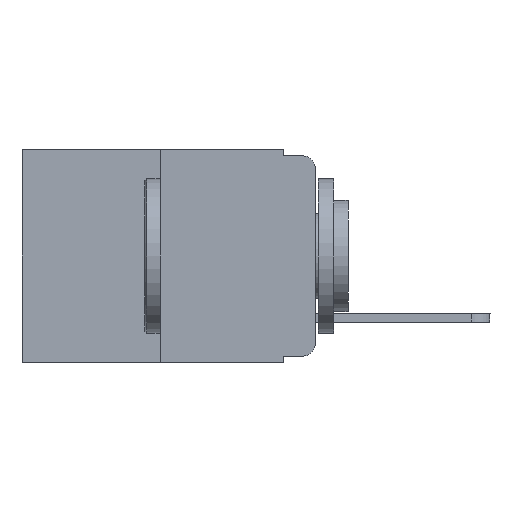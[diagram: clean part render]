
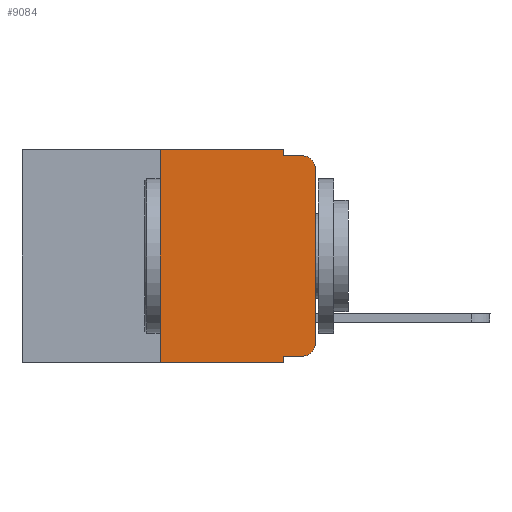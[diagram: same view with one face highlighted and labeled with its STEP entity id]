
A CAD part, left-side view. The second image highlights one B-rep face of the part: STEP entity #9084.
In plain terms, the highlighted planar face has unit normal (-1, 0, 0).
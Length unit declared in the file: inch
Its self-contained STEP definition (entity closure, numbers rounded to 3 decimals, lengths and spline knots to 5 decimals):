
#51 = LINE ( 'NONE', #2240, #5194 ) ;
#240 = VERTEX_POINT ( 'NONE', #15397 ) ;
#656 = DIRECTION ( 'NONE',  ( 1., 0., 0. ) ) ;
#744 = ORIENTED_EDGE ( 'NONE', *, *, #12819, .T. ) ;
#775 = LINE ( 'NONE', #7070, #3555 ) ;
#825 = CARTESIAN_POINT ( 'NONE',  ( 0., 0.051, -0.343 ) ) ;
#872 = VECTOR ( 'NONE', #8946, 39.37008 ) ;
#905 = AXIS2_PLACEMENT_3D ( 'NONE', #9049, #5124, #5292 ) ;
#1332 = ORIENTED_EDGE ( 'NONE', *, *, #7837, .F. ) ;
#1558 = VERTEX_POINT ( 'NONE', #9788 ) ;
#1616 = CARTESIAN_POINT ( 'NONE',  ( 0., 0.051, -0.01 ) ) ;
#2077 = DIRECTION ( 'NONE',  ( 0., 0., -1. ) ) ;
#2240 = CARTESIAN_POINT ( 'NONE',  ( 0., 0.051, 0. ) ) ;
#2308 = CARTESIAN_POINT ( 'NONE',  ( 0., 0.051, -0.333 ) ) ;
#2337 = LINE ( 'NONE', #9926, #10221 ) ;
#2539 = ORIENTED_EDGE ( 'NONE', *, *, #5636, .T. ) ;
#3425 = EDGE_CURVE ( 'NONE', #6721, #12923, #11432, .T. ) ;
#3490 = DIRECTION ( 'NONE',  ( -1., 0., 0. ) ) ;
#3555 = VECTOR ( 'NONE', #5557, 39.37008 ) ;
#3859 = CARTESIAN_POINT ( 'NONE',  ( 0., 0.25, 0. ) ) ;
#4642 = CARTESIAN_POINT ( 'NONE',  ( 0., 0.051, -0.01 ) ) ;
#4656 = ORIENTED_EDGE ( 'NONE', *, *, #5845, .F. ) ;
#4667 = CARTESIAN_POINT ( 'NONE',  ( 0., 0.473, 0. ) ) ;
#4785 = ORIENTED_EDGE ( 'NONE', *, *, #8154, .F. ) ;
#4900 = LINE ( 'NONE', #2308, #8621 ) ;
#5021 = CARTESIAN_POINT ( 'NONE',  ( 0., 0.02, -0.01 ) ) ;
#5124 = DIRECTION ( 'NONE',  ( -1., 0., 0. ) ) ;
#5194 = VECTOR ( 'NONE', #11162, 39.37008 ) ;
#5292 = DIRECTION ( 'NONE',  ( 0., 0., -1. ) ) ;
#5557 = DIRECTION ( 'NONE',  ( 0., 0., -1. ) ) ;
#5635 = VERTEX_POINT ( 'NONE', #6072 ) ;
#5636 = EDGE_CURVE ( 'NONE', #1558, #9016, #4900, .T. ) ;
#5845 = EDGE_CURVE ( 'NONE', #6474, #16085, #775, .T. ) ;
#5910 = LINE ( 'NONE', #4667, #8645 ) ;
#5973 = AXIS2_PLACEMENT_3D ( 'NONE', #13272, #3490, #2077 ) ;
#6072 = CARTESIAN_POINT ( 'NONE',  ( 0., 0., -0.313 ) ) ;
#6178 = EDGE_CURVE ( 'NONE', #9016, #5635, #13979, .T. ) ;
#6474 = VERTEX_POINT ( 'NONE', #13100 ) ;
#6721 = VERTEX_POINT ( 'NONE', #10373 ) ;
#7055 = CIRCLE ( 'NONE', #5973, 0.02 ) ;
#7070 = CARTESIAN_POINT ( 'NONE',  ( 0., 0.051, 0. ) ) ;
#7297 = LINE ( 'NONE', #7620, #14236 ) ;
#7620 = CARTESIAN_POINT ( 'NONE',  ( 0., 0.473, -0.343 ) ) ;
#7784 = CARTESIAN_POINT ( 'NONE',  ( 0., 0.25, 0. ) ) ;
#7837 = EDGE_CURVE ( 'NONE', #12923, #6474, #5910, .T. ) ;
#8154 = EDGE_CURVE ( 'NONE', #16085, #15430, #9544, .T. ) ;
#8188 = AXIS2_PLACEMENT_3D ( 'NONE', #13671, #656, #8495 ) ;
#8495 = DIRECTION ( 'NONE',  ( 0., 0., -1. ) ) ;
#8621 = VECTOR ( 'NONE', #11155, 39.37008 ) ;
#8645 = VECTOR ( 'NONE', #14846, 39.37008 ) ;
#8719 = VERTEX_POINT ( 'NONE', #825 ) ;
#8946 = DIRECTION ( 'NONE',  ( 0., 0., 1. ) ) ;
#9016 = VERTEX_POINT ( 'NONE', #10509 ) ;
#9049 = CARTESIAN_POINT ( 'NONE',  ( 0., 0.02, -0.313 ) ) ;
#9084 = ADVANCED_FACE ( 'NONE', ( #9827 ), #12418, .F. ) ;
#9544 = LINE ( 'NONE', #1616, #9676 ) ;
#9676 = VECTOR ( 'NONE', #15813, 39.37008 ) ;
#9788 = CARTESIAN_POINT ( 'NONE',  ( 0., 0.051, -0.333 ) ) ;
#9827 = FACE_OUTER_BOUND ( 'NONE', #13981, .T. ) ;
#9926 = CARTESIAN_POINT ( 'NONE',  ( 0., 0., 0. ) ) ;
#9950 = EDGE_CURVE ( 'NONE', #5635, #240, #2337, .T. ) ;
#10221 = VECTOR ( 'NONE', #16365, 39.37008 ) ;
#10373 = CARTESIAN_POINT ( 'NONE',  ( 0., 0.25, -0.343 ) ) ;
#10509 = CARTESIAN_POINT ( 'NONE',  ( 0., 0.02, -0.333 ) ) ;
#10592 = EDGE_CURVE ( 'NONE', #240, #15430, #7055, .T. ) ;
#10688 = EDGE_CURVE ( 'NONE', #1558, #8719, #51, .T. ) ;
#11155 = DIRECTION ( 'NONE',  ( 0., -1., 0. ) ) ;
#11162 = DIRECTION ( 'NONE',  ( 0., 0., -1. ) ) ;
#11369 = ORIENTED_EDGE ( 'NONE', *, *, #6178, .T. ) ;
#11432 = LINE ( 'NONE', #3859, #872 ) ;
#12310 = ORIENTED_EDGE ( 'NONE', *, *, #10592, .T. ) ;
#12339 = ORIENTED_EDGE ( 'NONE', *, *, #3425, .F. ) ;
#12388 = DIRECTION ( 'NONE',  ( 0., -1., 0. ) ) ;
#12418 = PLANE ( 'NONE',  #8188 ) ;
#12491 = ORIENTED_EDGE ( 'NONE', *, *, #9950, .T. ) ;
#12819 = EDGE_CURVE ( 'NONE', #6721, #8719, #7297, .T. ) ;
#12923 = VERTEX_POINT ( 'NONE', #7784 ) ;
#13100 = CARTESIAN_POINT ( 'NONE',  ( 0., 0.051, 0. ) ) ;
#13116 = ORIENTED_EDGE ( 'NONE', *, *, #10688, .F. ) ;
#13272 = CARTESIAN_POINT ( 'NONE',  ( 0., 0.02, -0.03 ) ) ;
#13671 = CARTESIAN_POINT ( 'NONE',  ( 0., 0.473, 0. ) ) ;
#13979 = CIRCLE ( 'NONE', #905, 0.02 ) ;
#13981 = EDGE_LOOP ( 'NONE', ( #12491, #12310, #4785, #4656, #1332, #12339, #744, #13116, #2539, #11369 ) ) ;
#14236 = VECTOR ( 'NONE', #12388, 39.37008 ) ;
#14846 = DIRECTION ( 'NONE',  ( 0., -1., 0. ) ) ;
#15397 = CARTESIAN_POINT ( 'NONE',  ( 0., 0., -0.03 ) ) ;
#15430 = VERTEX_POINT ( 'NONE', #5021 ) ;
#15813 = DIRECTION ( 'NONE',  ( 0., -1., 0. ) ) ;
#16085 = VERTEX_POINT ( 'NONE', #4642 ) ;
#16365 = DIRECTION ( 'NONE',  ( 0., 0., 1. ) ) ;
